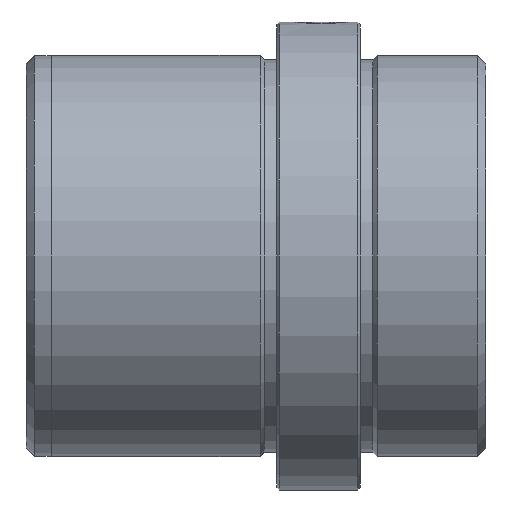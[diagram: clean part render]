
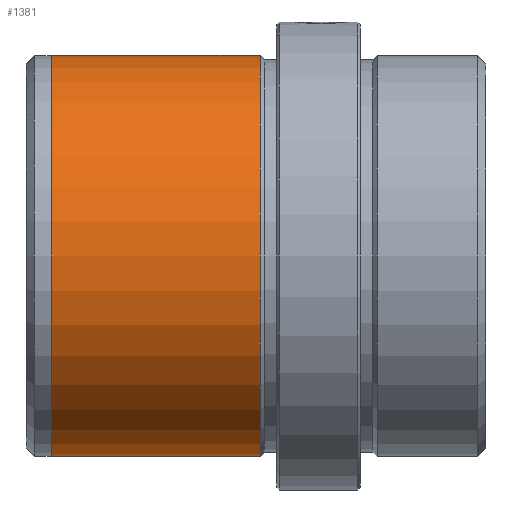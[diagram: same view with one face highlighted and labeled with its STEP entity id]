
A CAD part, left-side view. The second image highlights one B-rep face of the part: STEP entity #1381.
In plain terms, the highlighted cylindrical face has radius 24 mm (diameter 48 mm), a partial arc.
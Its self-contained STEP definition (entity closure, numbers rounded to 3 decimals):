
#15 = AXIS2_PLACEMENT_3D ( 'NONE', #1147, #1485, #510 ) ;
#49 = VERTEX_POINT ( 'NONE', #77 ) ;
#57 = CIRCLE ( 'NONE', #1144, 24. ) ;
#77 = CARTESIAN_POINT ( 'NONE',  ( 0., 52., -24. ) ) ;
#178 = EDGE_CURVE ( 'NONE', #565, #1003, #255, .T. ) ;
#231 = ORIENTED_EDGE ( 'NONE', *, *, #1786, .F. ) ;
#242 = CARTESIAN_POINT ( 'NONE',  ( 0., 27., 24. ) ) ;
#255 = CIRCLE ( 'NONE', #1748, 24. ) ;
#271 = LINE ( 'NONE', #954, #595 ) ;
#475 = DIRECTION ( 'NONE',  ( 0., -1., 0. ) ) ;
#510 = DIRECTION ( 'NONE',  ( 0., 0., -1. ) ) ;
#543 = EDGE_CURVE ( 'NONE', #49, #1003, #1492, .T. ) ;
#561 = DIRECTION ( 'NONE',  ( 0., -1., 0. ) ) ;
#565 = VERTEX_POINT ( 'NONE', #242 ) ;
#595 = VECTOR ( 'NONE', #475, 1000. ) ;
#604 = DIRECTION ( 'NONE',  ( 0., -1., 0. ) ) ;
#769 = CYLINDRICAL_SURFACE ( 'NONE', #15, 24. ) ;
#797 = CARTESIAN_POINT ( 'NONE',  ( 0., 52., 0. ) ) ;
#954 = CARTESIAN_POINT ( 'NONE',  ( 0., 0., 24. ) ) ;
#957 = DIRECTION ( 'NONE',  ( 0., 0., -1. ) ) ;
#962 = ORIENTED_EDGE ( 'NONE', *, *, #543, .T. ) ;
#1003 = VERTEX_POINT ( 'NONE', #1694 ) ;
#1090 = ORIENTED_EDGE ( 'NONE', *, *, #1306, .T. ) ;
#1144 = AXIS2_PLACEMENT_3D ( 'NONE', #797, #1936, #957 ) ;
#1147 = CARTESIAN_POINT ( 'NONE',  ( 0., 0., 0. ) ) ;
#1278 = CARTESIAN_POINT ( 'NONE',  ( 0., 52., 24. ) ) ;
#1282 = VERTEX_POINT ( 'NONE', #1278 ) ;
#1306 = EDGE_CURVE ( 'NONE', #1282, #49, #57, .T. ) ;
#1319 = EDGE_LOOP ( 'NONE', ( #231, #1090, #962, #1874 ) ) ;
#1381 = ADVANCED_FACE ( 'NONE', ( #1644 ), #769, .T. ) ;
#1485 = DIRECTION ( 'NONE',  ( 0., -1., 0. ) ) ;
#1492 = LINE ( 'NONE', #1857, #1924 ) ;
#1578 = CARTESIAN_POINT ( 'NONE',  ( 0., 27., 0. ) ) ;
#1644 = FACE_OUTER_BOUND ( 'NONE', #1319, .T. ) ;
#1694 = CARTESIAN_POINT ( 'NONE',  ( 0., 27., -24. ) ) ;
#1743 = DIRECTION ( 'NONE',  ( 0., 0., -1. ) ) ;
#1748 = AXIS2_PLACEMENT_3D ( 'NONE', #1578, #604, #1743 ) ;
#1786 = EDGE_CURVE ( 'NONE', #1282, #565, #271, .T. ) ;
#1857 = CARTESIAN_POINT ( 'NONE',  ( 0., 0., -24. ) ) ;
#1874 = ORIENTED_EDGE ( 'NONE', *, *, #178, .F. ) ;
#1924 = VECTOR ( 'NONE', #561, 1000. ) ;
#1936 = DIRECTION ( 'NONE',  ( 0., -1., 0. ) ) ;
